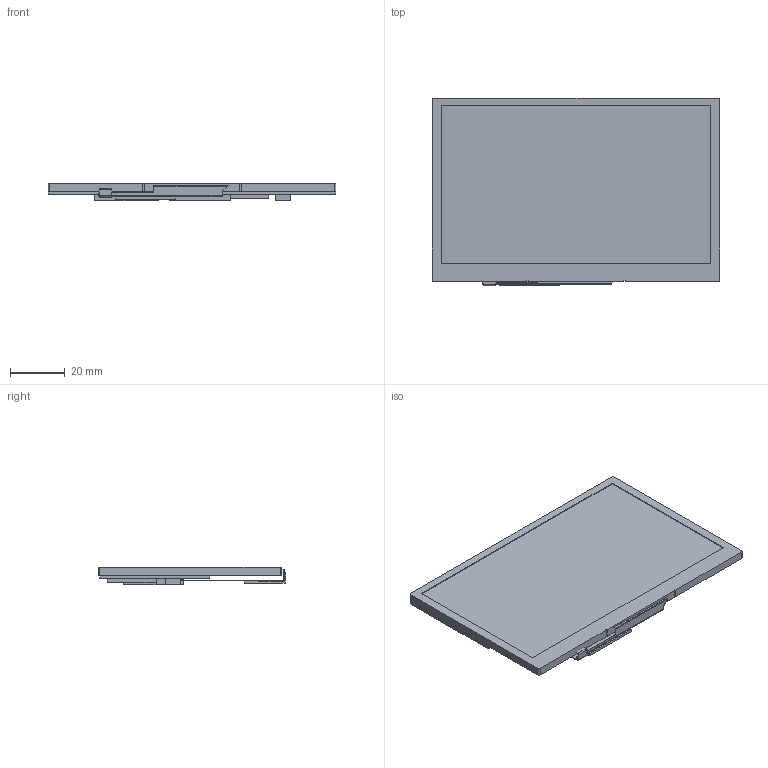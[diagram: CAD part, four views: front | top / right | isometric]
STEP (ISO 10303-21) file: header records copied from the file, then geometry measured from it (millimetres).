
FILE_DESCRIPTION(/* description */ (''),/* implementation_level */ '2;1');
FILE_NAME(/* name */ 'RVT4.3B480272CNWN00.stp',/* time_stamp */ '2019-03-17T13:18:37+01:00',/* author */ ('Adam'),/* organization */ (''),/* preprocessor_version */ 'ST-DEVELOPER v16.13',/* originating_system */ 'Autodesk Inventor 2018',/* authorisation */ '');
FILE_SCHEMA (('AUTOMOTIVE_DESIGN { 1 0 10303 214 3 1 1 }'));
Length unit declared in the file: millimetre
Products named in the file (8): RVT4.3B480272CNWN00; 43FT81X_A; RVT4.3A480272TNWN00 ; Frame; component; Connector; Contact2; contacts
Assembly tree (7 placements, depth 3):
  RVT4.3B480272CNWN00
    43FT81X_A
    RVT4.3A480272TNWN00 
      Frame
      component
      Connector
      Contact2
      contacts
Bounding box: 105.5 x 68.75 x 6.53 mm (x, y, z)
Volume: 27512.3 mm3; surface area: 38900 mm2
Topology: 50 solids, 50 shells, 463 faces, 1078 edges, 716 vertices
Faces by surface type: plane 447, cylinder 14, bspline 2
Entity records: 13263 total; most frequent: CARTESIAN_POINT 2322, ORIENTED_EDGE 2156, DIRECTION 2054, EDGE_CURVE 1078, LINE 1050, VECTOR 1050, VERTEX_POINT 716, AXIS2_PLACEMENT_3D 502
